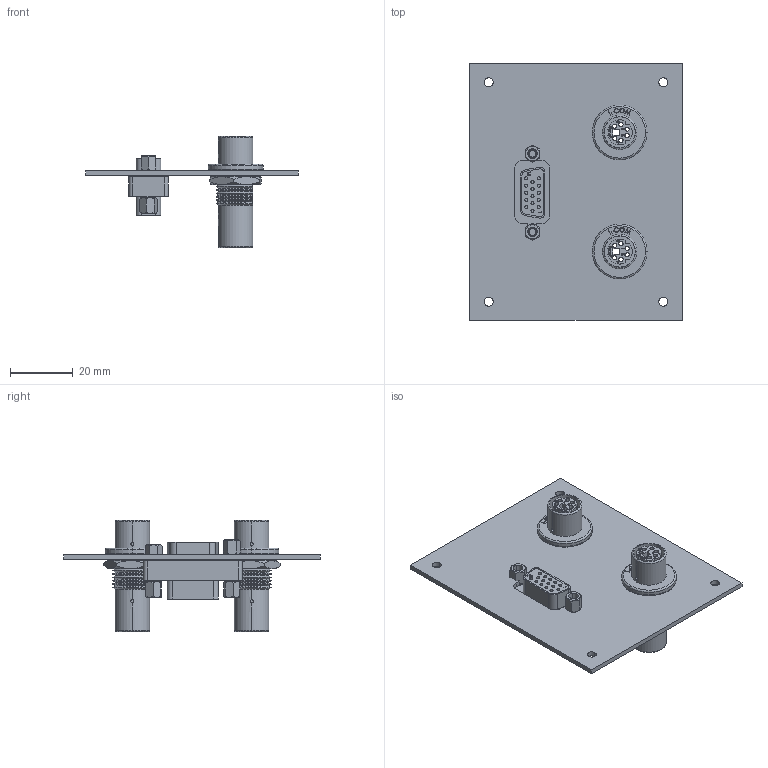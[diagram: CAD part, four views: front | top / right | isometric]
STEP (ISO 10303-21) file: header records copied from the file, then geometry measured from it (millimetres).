
FILE_DESCRIPTION (( 'STEP AP214' ), '1' );
FILE_NAME ('USP-KVMB.STEP', '2007-12-05T15:40:33', ( ' ' ), ( ' ' ), 'SwSTEP 2.0', 'SolidWorks 2007', '' );
FILE_SCHEMA (( 'AUTOMOTIVE_DESIGN' ));
Length unit declared in the file: inch
Products named in the file (12): 1AR16-003; 3AB10-003_MD66FF; md66ff_HARDWARE AND .040 OFFSET; 3AA03-005; MD66FF-MA1; 3AA02-008; DGB9F-MA1; DGBH15F_WITHOUT JACKSCREWS; 3AA06-001; SDH15S_Without Mounting Flange and Solder Cups; USP-KVMB; SDG400S-PROD_SDG400S-PROD
Assembly tree (15 placements, depth 3):
  USP-KVMB
    1AR16-003
    md66ff_HARDWARE AND .040 OFFSET  x2
      3AA03-005
      MD66FF-MA1
      3AB10-003_MD66FF
      3AA02-008
    DGBH15F_WITHOUT JACKSCREWS
      SDH15S_Without Mounting Flange and Solder Cups  x2
      DGB9F-MA1
      3AA06-001  x2
    SDG400S-PROD_SDG400S-PROD  x2
Bounding box: 68.07 x 82.04 x 35.56 mm (x, y, z)
Volume: 17763.2 mm3; surface area: 26760.4 mm2
Topology: 16 solids, 16 shells, 1516 faces, 3738 edges, 2352 vertices
Faces by surface type: plane 604, cylinder 330, cone 308, bspline 198, torus 68, sphere 8
Entity records: 36084 total; most frequent: CARTESIAN_POINT 11254, ORIENTED_EDGE 3974, DIRECTION 3673, EDGE_CURVE 1987, AXIS2_PLACEMENT_3D 1299, VERTEX_POINT 1252, VECTOR 1075, LINE 1075
